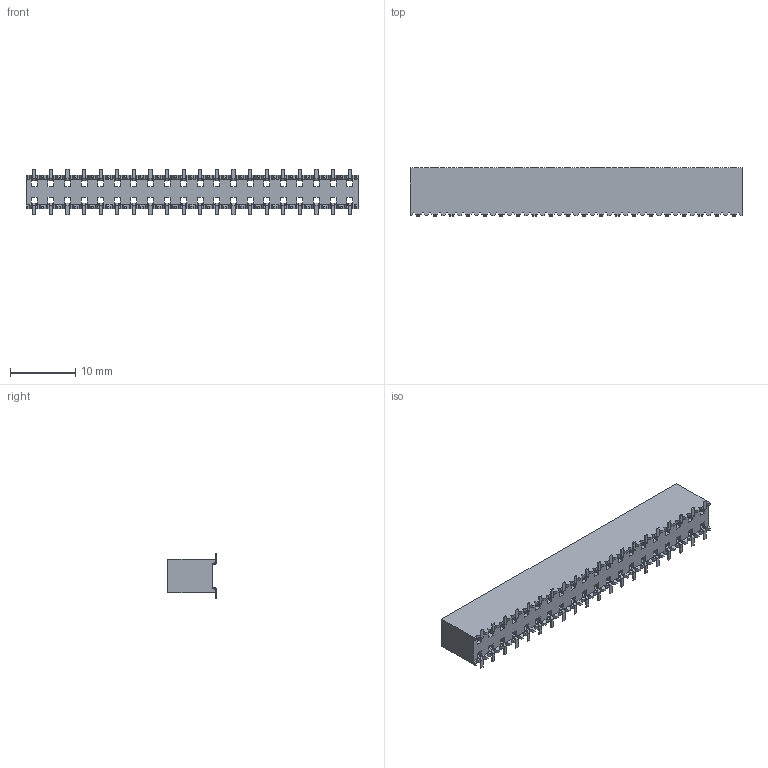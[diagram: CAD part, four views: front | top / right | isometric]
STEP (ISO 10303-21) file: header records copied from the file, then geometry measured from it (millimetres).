
FILE_DESCRIPTION(/* description */ ('STEP AP214'),/* implementation_level */ '2;1');
FILE_NAME(/* name */ 'SSM-120-F-DV',/* time_stamp */ '2022-08-27T23:15:41+02:00',/* author */ ('License CC BY-ND 4.0'),/* organization */ ('CADENAS'),/* preprocessor_version */ 'ST-DEVELOPER v18.102',/* originating_system */ 'PARTsolutions',/* authorisation */ ' ');
FILE_SCHEMA (('AUTOMOTIVE_DESIGN {1 0 10303 214 3 1 1}'));
Length unit declared in the file: inch
Products named in the file (3): SSM-120-F-DV; C-137-0120; SSM-120-F-DV_body
Assembly tree (2 placements, depth 2):
  SSM-120-F-DV
    C-137-0120
    SSM-120-F-DV_body
Bounding box: 50.8 x 7.42 x 7.04 mm (x, y, z)
Volume: 1556.5 mm3; surface area: 2698.7 mm2
Topology: 2 solids, 2 shells, 965 faces, 2880 edges, 1920 vertices
Faces by surface type: plane 885, cylinder 80
Entity records: 32204 total; most frequent: CARTESIAN_POINT 5768, ORIENTED_EDGE 5760, DIRECTION 4976, EDGE_CURVE 2880, LINE 2720, VECTOR 2720, VERTEX_POINT 1920, AXIS2_PLACEMENT_3D 1128
